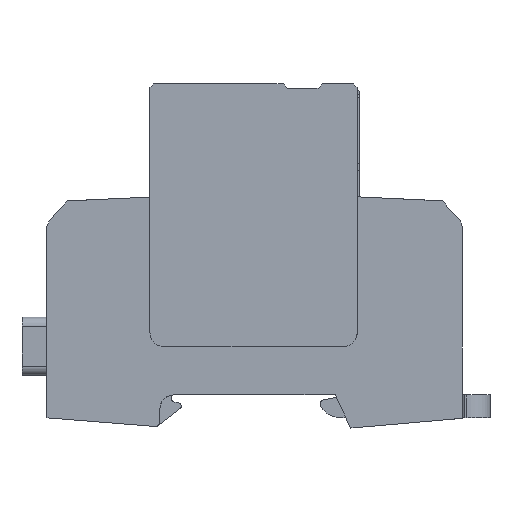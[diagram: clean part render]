
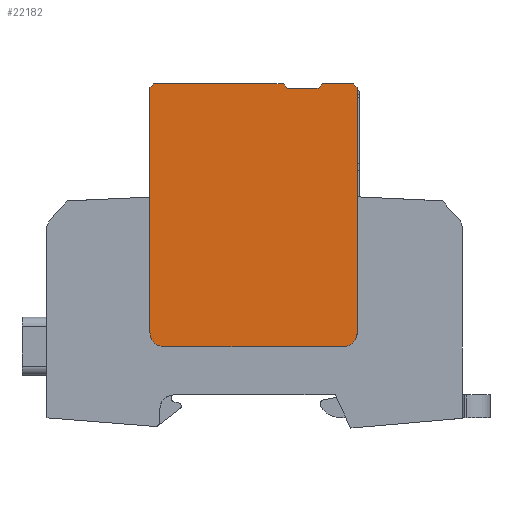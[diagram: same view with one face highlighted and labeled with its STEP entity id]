
A CAD part, left-side view. The second image highlights one B-rep face of the part: STEP entity #22182.
In plain terms, the highlighted planar face has unit normal (-1, 0, 0).
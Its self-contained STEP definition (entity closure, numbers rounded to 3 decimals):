
#22085=AXIS2_PLACEMENT_3D('Plane Axis2P3D',#22082,#22083,#22084) ;
#21900=CARTESIAN_POINT('Vertex',(0.,44.06,73.853)) ;
#21914=CARTESIAN_POINT('Vertex',(0.,44.96,74.753)) ;
#21917=CARTESIAN_POINT('Line Origine',(0.,44.51,74.303)) ;
#22055=CARTESIAN_POINT('Line Origine',(0.,73.485,74.378)) ;
#22059=CARTESIAN_POINT('Vertex',(0.,73.86,74.003)) ;
#22061=CARTESIAN_POINT('Vertex',(0.,73.11,74.753)) ;
#22082=CARTESIAN_POINT('Axis2P3D Location',(0.,72.86,17.703)) ;
#22088=CARTESIAN_POINT('Control Point',(0.,73.86,74.003)) ;
#22089=CARTESIAN_POINT('Control Point',(0.,73.86,63.343)) ;
#22090=CARTESIAN_POINT('Control Point',(0.,73.86,52.683)) ;
#22091=CARTESIAN_POINT('Control Point',(0.,73.86,42.023)) ;
#22092=CARTESIAN_POINT('Control Point',(0.,73.86,31.363)) ;
#22093=CARTESIAN_POINT('Control Point',(0.,73.86,20.703)) ;
#22094=CARTESIAN_POINT('Vertex',(0.,73.86,20.703)) ;
#22098=CARTESIAN_POINT('Control Point',(0.,73.86,20.703)) ;
#22099=CARTESIAN_POINT('Control Point',(0.,73.86,19.76)) ;
#22100=CARTESIAN_POINT('Control Point',(0.,73.491,18.817)) ;
#22101=CARTESIAN_POINT('Control Point',(0.,72.746,18.072)) ;
#22102=CARTESIAN_POINT('Control Point',(0.,71.803,17.703)) ;
#22103=CARTESIAN_POINT('Control Point',(0.,70.86,17.703)) ;
#22104=CARTESIAN_POINT('Vertex',(0.,70.86,17.703)) ;
#22108=CARTESIAN_POINT('Control Point',(0.,70.86,17.703)) ;
#22109=CARTESIAN_POINT('Control Point',(0.,63.06,17.703)) ;
#22110=CARTESIAN_POINT('Control Point',(0.,55.26,17.703)) ;
#22111=CARTESIAN_POINT('Control Point',(0.,47.46,17.703)) ;
#22112=CARTESIAN_POINT('Control Point',(0.,39.66,17.703)) ;
#22113=CARTESIAN_POINT('Control Point',(0.,31.86,17.703)) ;
#22114=CARTESIAN_POINT('Vertex',(0.,31.86,17.703)) ;
#22118=CARTESIAN_POINT('Control Point',(0.,31.86,17.703)) ;
#22119=CARTESIAN_POINT('Control Point',(0.,30.918,17.703)) ;
#22120=CARTESIAN_POINT('Control Point',(0.,29.975,18.072)) ;
#22121=CARTESIAN_POINT('Control Point',(0.,29.229,18.817)) ;
#22122=CARTESIAN_POINT('Control Point',(0.,28.86,19.76)) ;
#22123=CARTESIAN_POINT('Control Point',(0.,28.86,20.703)) ;
#22124=CARTESIAN_POINT('Vertex',(0.,28.86,20.703)) ;
#22128=CARTESIAN_POINT('Control Point',(0.,28.86,20.703)) ;
#22129=CARTESIAN_POINT('Control Point',(0.,28.86,31.363)) ;
#22130=CARTESIAN_POINT('Control Point',(0.,28.86,42.023)) ;
#22131=CARTESIAN_POINT('Control Point',(0.,28.86,52.683)) ;
#22132=CARTESIAN_POINT('Control Point',(0.,28.86,63.343)) ;
#22133=CARTESIAN_POINT('Control Point',(0.,28.86,74.003)) ;
#22134=CARTESIAN_POINT('Vertex',(0.,28.86,74.003)) ;
#22137=CARTESIAN_POINT('Line Origine',(0.,29.235,74.378)) ;
#22141=CARTESIAN_POINT('Vertex',(0.,29.61,74.753)) ;
#22144=CARTESIAN_POINT('Line Origine',(0.,33.035,74.753)) ;
#22148=CARTESIAN_POINT('Vertex',(0.,36.46,74.753)) ;
#22151=CARTESIAN_POINT('Line Origine',(0.,36.91,74.303)) ;
#22155=CARTESIAN_POINT('Vertex',(0.,37.36,73.853)) ;
#22158=CARTESIAN_POINT('Line Origine',(0.,40.71,73.853)) ;
#22163=CARTESIAN_POINT('Line Origine',(0.,59.035,74.753)) ;
#21918=DIRECTION('Vector Direction',(0.,0.707,0.707)) ;
#22056=DIRECTION('Vector Direction',(0.,-0.707,0.707)) ;
#22083=DIRECTION('Axis2P3D Direction',(-1.,0.,0.)) ;
#22084=DIRECTION('Axis2P3D XDirection',(0.,1.,0.)) ;
#22138=DIRECTION('Vector Direction',(0.,-0.707,-0.707)) ;
#22145=DIRECTION('Vector Direction',(0.,1.,0.)) ;
#22152=DIRECTION('Vector Direction',(0.,0.707,-0.707)) ;
#22159=DIRECTION('Vector Direction',(0.,1.,0.)) ;
#22164=DIRECTION('Vector Direction',(0.,1.,0.)) ;
#21919=VECTOR('Line Direction',#21918,1.) ;
#22057=VECTOR('Line Direction',#22056,1.) ;
#22139=VECTOR('Line Direction',#22138,1.) ;
#22146=VECTOR('Line Direction',#22145,1.) ;
#22153=VECTOR('Line Direction',#22152,1.) ;
#22160=VECTOR('Line Direction',#22159,1.) ;
#22165=VECTOR('Line Direction',#22164,1.) ;
#22169=ORIENTED_EDGE('',*,*,#22096,.T.) ;
#22170=ORIENTED_EDGE('',*,*,#22106,.T.) ;
#22171=ORIENTED_EDGE('',*,*,#22116,.T.) ;
#22172=ORIENTED_EDGE('',*,*,#22126,.T.) ;
#22173=ORIENTED_EDGE('',*,*,#22136,.T.) ;
#22174=ORIENTED_EDGE('',*,*,#22143,.F.) ;
#22175=ORIENTED_EDGE('',*,*,#22150,.T.) ;
#22176=ORIENTED_EDGE('',*,*,#22157,.T.) ;
#22177=ORIENTED_EDGE('',*,*,#22162,.T.) ;
#22178=ORIENTED_EDGE('',*,*,#21921,.T.) ;
#22179=ORIENTED_EDGE('',*,*,#22167,.T.) ;
#22180=ORIENTED_EDGE('',*,*,#22063,.F.) ;
#22182=ADVANCED_FACE('ABLEITER_1',(#22181),#22086,.T.) ;
#22087=B_SPLINE_CURVE_WITH_KNOTS('',5,(#22088,#22089,#22090,#22091,#22092,#22093),.UNSPECIFIED.,.F.,.U.,(6,6),(0.65,53.95),.UNSPECIFIED.) ;
#22097=B_SPLINE_CURVE_WITH_KNOTS('',5,(#22098,#22099,#22100,#22101,#22102,#22103),.UNSPECIFIED.,.F.,.U.,(6,6),(0.,4.965),.UNSPECIFIED.) ;
#22107=B_SPLINE_CURVE_WITH_KNOTS('',5,(#22108,#22109,#22110,#22111,#22112,#22113),.UNSPECIFIED.,.F.,.U.,(6,6),(0.,39.),.UNSPECIFIED.) ;
#22117=B_SPLINE_CURVE_WITH_KNOTS('',5,(#22118,#22119,#22120,#22121,#22122,#22123),.UNSPECIFIED.,.F.,.U.,(6,6),(0.,4.965),.UNSPECIFIED.) ;
#22127=B_SPLINE_CURVE_WITH_KNOTS('',5,(#22128,#22129,#22130,#22131,#22132,#22133),.UNSPECIFIED.,.F.,.U.,(6,6),(0.,53.3),.UNSPECIFIED.) ;
#21921=EDGE_CURVE('',#21901,#21915,#21920,.T.) ;
#22063=EDGE_CURVE('',#22060,#22062,#22058,.T.) ;
#22096=EDGE_CURVE('',#22060,#22095,#22087,.T.) ;
#22106=EDGE_CURVE('',#22095,#22105,#22097,.T.) ;
#22116=EDGE_CURVE('',#22105,#22115,#22107,.T.) ;
#22126=EDGE_CURVE('',#22115,#22125,#22117,.T.) ;
#22136=EDGE_CURVE('',#22125,#22135,#22127,.T.) ;
#22143=EDGE_CURVE('',#22142,#22135,#22140,.T.) ;
#22150=EDGE_CURVE('',#22142,#22149,#22147,.T.) ;
#22157=EDGE_CURVE('',#22149,#22156,#22154,.T.) ;
#22162=EDGE_CURVE('',#22156,#21901,#22161,.T.) ;
#22167=EDGE_CURVE('',#21915,#22062,#22166,.T.) ;
#22168=EDGE_LOOP('',(#22169,#22170,#22171,#22172,#22173,#22174,#22175,#22176,#22177,#22178,#22179,#22180)) ;
#22181=FACE_OUTER_BOUND('',#22168,.T.) ;
#21920=LINE('Line',#21917,#21919) ;
#22058=LINE('Line',#22055,#22057) ;
#22140=LINE('Line',#22137,#22139) ;
#22147=LINE('Line',#22144,#22146) ;
#22154=LINE('Line',#22151,#22153) ;
#22161=LINE('Line',#22158,#22160) ;
#22166=LINE('Line',#22163,#22165) ;
#22086=PLANE('',#22085) ;
#21901=VERTEX_POINT('',#21900) ;
#21915=VERTEX_POINT('',#21914) ;
#22060=VERTEX_POINT('',#22059) ;
#22062=VERTEX_POINT('',#22061) ;
#22095=VERTEX_POINT('',#22094) ;
#22105=VERTEX_POINT('',#22104) ;
#22115=VERTEX_POINT('',#22114) ;
#22125=VERTEX_POINT('',#22124) ;
#22135=VERTEX_POINT('',#22134) ;
#22142=VERTEX_POINT('',#22141) ;
#22149=VERTEX_POINT('',#22148) ;
#22156=VERTEX_POINT('',#22155) ;
